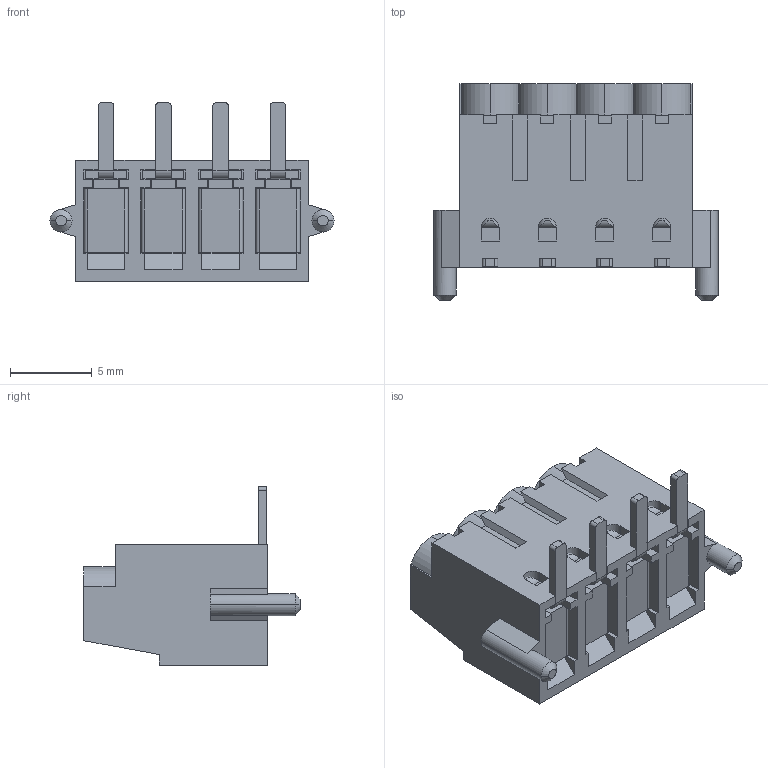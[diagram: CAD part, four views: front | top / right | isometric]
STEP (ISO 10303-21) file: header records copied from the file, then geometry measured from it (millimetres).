
FILE_DESCRIPTION (( 'STEP AP214' ), '1' );
FILE_NAME ('Wurth 691508110304.STEP', '2016-07-16T22:39:56', ( '' ), ( '' ), 'SwSTEP 2.0', 'SolidWorks 2015', '' );
FILE_SCHEMA (( 'AUTOMOTIVE_DESIGN' ));
Length unit declared in the file: millimetre
Products named in the file (6): WURTH  691508110304-rev1; 6915081100xx_PIN; 6915081100xx_VIS; 6915081100xx_CAGE; 691508110004; Wurth 691508110304
Assembly tree (14 placements, depth 3):
  Wurth 691508110304
    WURTH  691508110304-rev1
      691508110004
      6915081100xx_CAGE  x4
      6915081100xx_PIN  x4
      6915081100xx_VIS  x4
Bounding box: 17.35 x 13.2 x 10.9 mm (x, y, z)
Volume: 723.9 mm3; surface area: 2328.8 mm2
Topology: 13 solids, 13 shells, 531 faces, 1435 edges, 934 vertices
Faces by surface type: plane 367, cylinder 136, bspline 16, cone 12
Entity records: 13760 total; most frequent: CARTESIAN_POINT 2035, ORIENTED_EDGE 1826, DIRECTION 1683, EDGE_CURVE 913, LINE 779, VECTOR 779, VERTEX_POINT 592, AXIS2_PLACEMENT_3D 452
